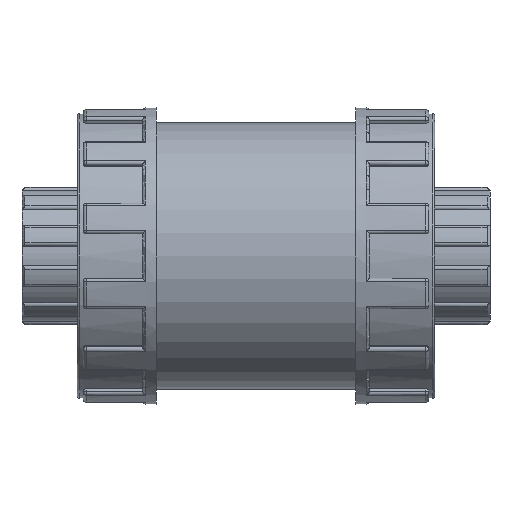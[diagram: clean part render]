
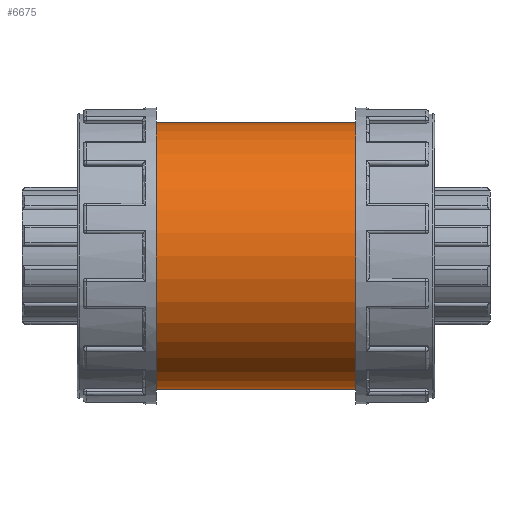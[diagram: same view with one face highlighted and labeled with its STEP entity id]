
A CAD part, front view. The second image highlights one B-rep face of the part: STEP entity #6675.
In plain terms, the highlighted cylindrical face has radius 20.25 mm (diameter 40.5 mm), a full revolution.
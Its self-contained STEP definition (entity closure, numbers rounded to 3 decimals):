
#185=FACE_BOUND('',#1099,.T.);
#186=FACE_BOUND('',#1100,.T.);
#670=FACE_OUTER_BOUND('',#1098,.T.);
#1098=EDGE_LOOP('',(#6073));
#1099=EDGE_LOOP('',(#6074));
#1100=EDGE_LOOP('',(#6075));
#1149=B_SPLINE_CURVE_WITH_KNOTS('',3,(#10735,#10736,#10737,#10738,#10739,
#10740,#10741,#10742,#10743,#10744,#10745,#10746,#10747,#10748,#10749,#10750,
#10751,#10752,#10753,#10754,#10755,#10756,#10757,#10758,#10759,#10760,#10761,
#10762,#10763,#10764,#10765,#10766,#10767,#10768),.UNSPECIFIED.,.T.,.F.,
(4,2,2,2,2,2,2,2,2,2,2,2,2,2,2,2,4),(0.,0.256,0.513,
0.769,1.026,1.282,1.538,1.795,
2.051,2.308,2.564,2.82,3.077,
3.333,3.589,3.846,4.102),
 .UNSPECIFIED.);
#2472=CIRCLE('',#7578,20.25);
#2473=CIRCLE('',#7580,20.25);
#2638=VERTEX_POINT('',#10734);
#3083=VERTEX_POINT('',#13353);
#3084=VERTEX_POINT('',#13356);
#3349=EDGE_CURVE('',#2638,#2638,#1149,.T.);
#4082=EDGE_CURVE('',#3083,#3083,#2472,.T.);
#4083=EDGE_CURVE('',#3084,#3084,#2473,.T.);
#6073=ORIENTED_EDGE('',*,*,#4082,.T.);
#6074=ORIENTED_EDGE('',*,*,#3349,.T.);
#6075=ORIENTED_EDGE('',*,*,#4083,.F.);
#6267=CYLINDRICAL_SURFACE('',#7579,20.25);
#6675=ADVANCED_FACE('',(#670,#185,#186),#6267,.T.);
#7578=AXIS2_PLACEMENT_3D('',#13354,#9749,#9750);
#7579=AXIS2_PLACEMENT_3D('',#13355,#9751,#9752);
#7580=AXIS2_PLACEMENT_3D('',#13357,#9753,#9754);
#9749=DIRECTION('center_axis',(1.,0.,0.));
#9750=DIRECTION('ref_axis',(0.,0.,-1.));
#9751=DIRECTION('center_axis',(1.,0.,0.));
#9752=DIRECTION('ref_axis',(0.,1.,0.));
#9753=DIRECTION('center_axis',(1.,0.,0.));
#9754=DIRECTION('ref_axis',(0.,0.,-1.));
#10734=CARTESIAN_POINT('',(0.,19.092,-6.75));
#10735=CARTESIAN_POINT('Ctrl Pts',(0.,19.092,
-6.75));
#10736=CARTESIAN_POINT('Ctrl Pts',(0.855,19.092,-6.75));
#10737=CARTESIAN_POINT('Ctrl Pts',(1.762,19.155,-6.578));
#10738=CARTESIAN_POINT('Ctrl Pts',(3.423,19.379,-5.887));
#10739=CARTESIAN_POINT('Ctrl Pts',(4.177,19.535,-5.369));
#10740=CARTESIAN_POINT('Ctrl Pts',(5.368,19.824,-4.177));
#10741=CARTESIAN_POINT('Ctrl Pts',(5.887,19.976,-3.423));
#10742=CARTESIAN_POINT('Ctrl Pts',(6.578,20.191,-1.762));
#10743=CARTESIAN_POINT('Ctrl Pts',(6.75,20.25,-0.854));
#10744=CARTESIAN_POINT('Ctrl Pts',(6.75,20.25,0.854));
#10745=CARTESIAN_POINT('Ctrl Pts',(6.578,20.191,1.762));
#10746=CARTESIAN_POINT('Ctrl Pts',(5.887,19.976,3.423));
#10747=CARTESIAN_POINT('Ctrl Pts',(5.368,19.824,4.177));
#10748=CARTESIAN_POINT('Ctrl Pts',(4.177,19.535,5.369));
#10749=CARTESIAN_POINT('Ctrl Pts',(3.423,19.379,5.887));
#10750=CARTESIAN_POINT('Ctrl Pts',(1.762,19.155,6.578));
#10751=CARTESIAN_POINT('Ctrl Pts',(0.855,19.092,6.75));
#10752=CARTESIAN_POINT('Ctrl Pts',(-0.855,19.092,
6.75));
#10753=CARTESIAN_POINT('Ctrl Pts',(-1.762,19.155,6.578));
#10754=CARTESIAN_POINT('Ctrl Pts',(-3.423,19.379,5.887));
#10755=CARTESIAN_POINT('Ctrl Pts',(-4.177,19.535,5.369));
#10756=CARTESIAN_POINT('Ctrl Pts',(-5.368,19.824,4.177));
#10757=CARTESIAN_POINT('Ctrl Pts',(-5.887,19.976,3.423));
#10758=CARTESIAN_POINT('Ctrl Pts',(-6.578,20.191,1.762));
#10759=CARTESIAN_POINT('Ctrl Pts',(-6.75,20.25,0.854));
#10760=CARTESIAN_POINT('Ctrl Pts',(-6.75,20.25,-0.854));
#10761=CARTESIAN_POINT('Ctrl Pts',(-6.578,20.191,-1.762));
#10762=CARTESIAN_POINT('Ctrl Pts',(-5.887,19.976,-3.423));
#10763=CARTESIAN_POINT('Ctrl Pts',(-5.368,19.824,-4.177));
#10764=CARTESIAN_POINT('Ctrl Pts',(-4.177,19.535,-5.369));
#10765=CARTESIAN_POINT('Ctrl Pts',(-3.423,19.379,-5.887));
#10766=CARTESIAN_POINT('Ctrl Pts',(-1.762,19.155,-6.578));
#10767=CARTESIAN_POINT('Ctrl Pts',(-0.855,19.092,
-6.75));
#10768=CARTESIAN_POINT('Ctrl Pts',(0.,19.092,
-6.75));
#13353=CARTESIAN_POINT('',(-15.1,20.25,0.));
#13354=CARTESIAN_POINT('Origin',(-15.1,0.,0.));
#13355=CARTESIAN_POINT('Origin',(0.,0.,0.));
#13356=CARTESIAN_POINT('',(15.1,20.25,0.));
#13357=CARTESIAN_POINT('Origin',(15.1,0.,0.));
